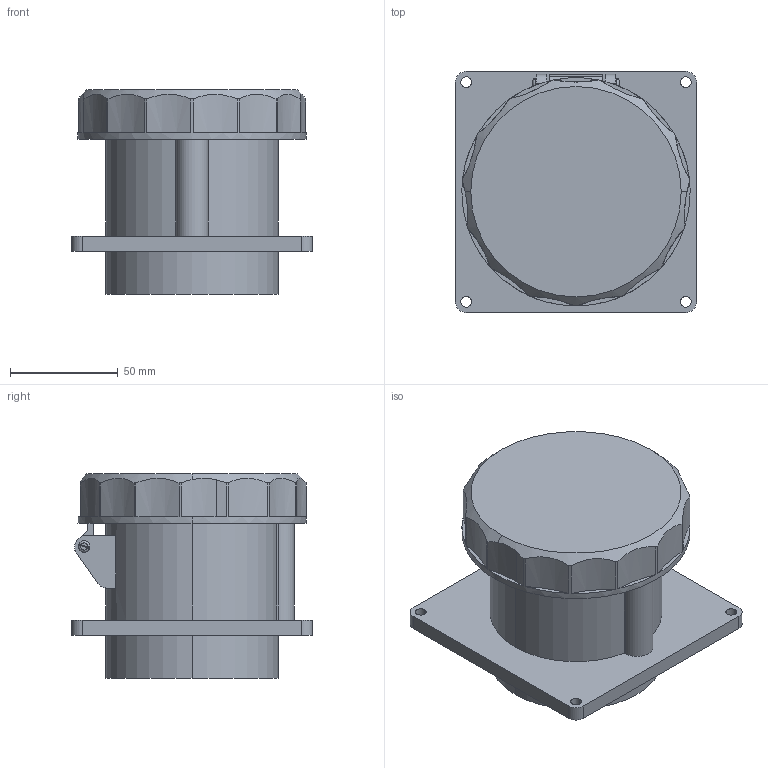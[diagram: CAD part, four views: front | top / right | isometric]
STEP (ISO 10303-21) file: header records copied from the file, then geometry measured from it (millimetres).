
FILE_DESCRIPTION (( 'STEP AP214' ), '1' );
FILE_NAME ('TOMADA N-4546.STEP', '2015-06-26T17:06:23', ( '' ), ( '' ), 'SwSTEP 2.0', 'SolidWorks 2014', '' );
FILE_SCHEMA (( 'AUTOMOTIVE_DESIGN' ));
Length unit declared in the file: millimetre
Products named in the file (1): TOMADA N-4546
Bounding box: 112 x 112 x 95 mm (x, y, z)
Volume: 615941.2 mm3; surface area: 62583.1 mm2
Topology: 1 solids, 1 shells, 108 faces, 288 edges, 192 vertices
Faces by surface type: cylinder 53, plane 47, torus 6, cone 2
Entity records: 4254 total; most frequent: CARTESIAN_POINT 907, DIRECTION 616, ORIENTED_EDGE 576, EDGE_CURVE 288, AXIS2_PLACEMENT_3D 245, VERTEX_POINT 192, CIRCLE 136, EDGE_LOOP 128
